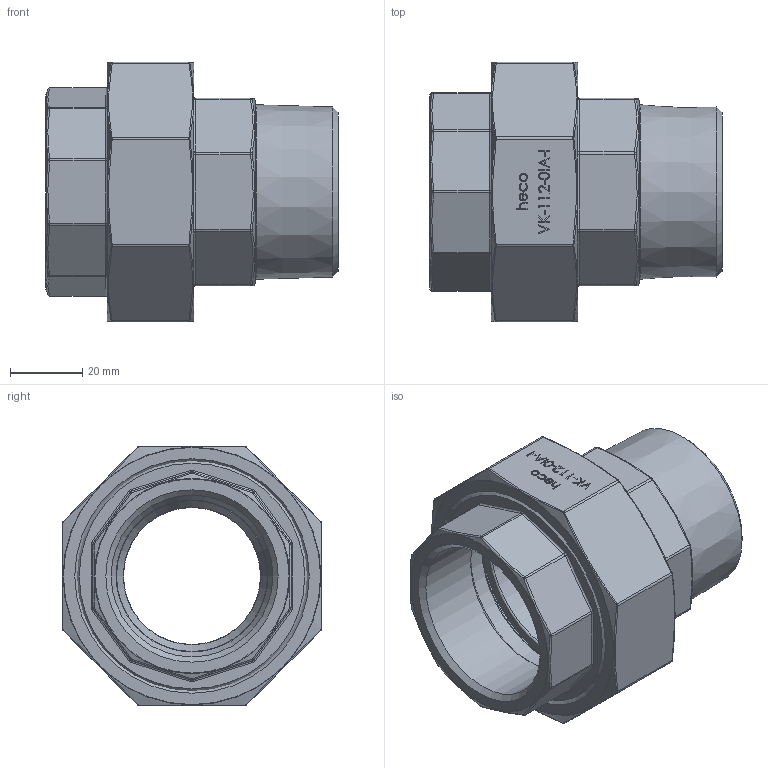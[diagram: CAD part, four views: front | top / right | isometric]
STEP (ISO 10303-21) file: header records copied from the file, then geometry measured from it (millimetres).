
FILE_DESCRIPTION (( 'STEP AP214' ), '1' );
FILE_NAME ('VK-112-0IA-I Verschraubung konisch 2202.STEP', '2022-02-08T09:47:03', ( '' ), ( '' ), 'SwSTEP 2.0', 'SolidWorks 2019', '' );
FILE_SCHEMA (( 'AUTOMOTIVE_DESIGN' ));
Length unit declared in the file: millimetre
Products named in the file (1): VK-112-0IA-I Verschraubung konisch 2202
Bounding box: 81 x 72 x 72 mm (x, y, z)
Volume: 105614.3 mm3; surface area: 44425.2 mm2
Topology: 3 solids, 3 shells, 369 faces, 881 edges, 546 vertices
Faces by surface type: plane 140, bspline 118, cylinder 54, torus 42, cone 15
Full cylindrical faces by diameter (mm): 38 x1, 42 x1, 44.843 x1, 48 x1, 49 x1, 58.5 x1, 59 x1, 62.5 x1, 62.84 x1, 65 x1
Entity records: 18481 total; most frequent: CARTESIAN_POINT 6888, ORIENTED_EDGE 1628, DIRECTION 1282, EDGE_CURVE 814, VERTEX_POINT 528, AXIS2_PLACEMENT_3D 452, EDGE_LOOP 452, FACE_OUTER_BOUND 403
